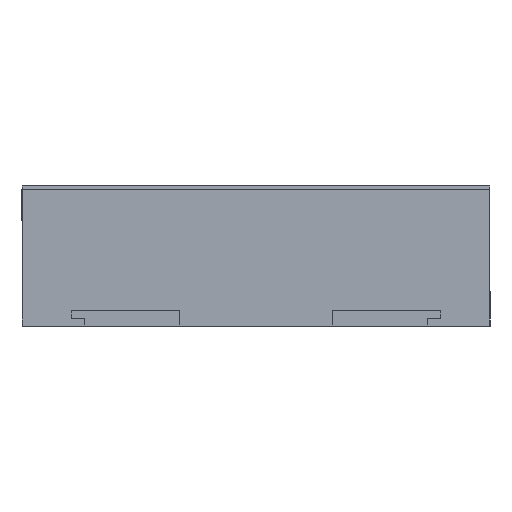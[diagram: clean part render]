
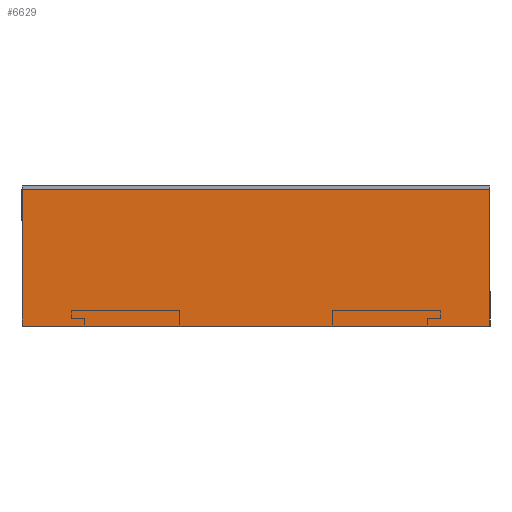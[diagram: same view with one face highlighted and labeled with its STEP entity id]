
A CAD part, front view. The second image highlights one B-rep face of the part: STEP entity #6629.
In plain terms, the highlighted planar face has unit normal (0, -1, 0).
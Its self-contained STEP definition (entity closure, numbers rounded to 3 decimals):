
#582=PLANE('',#7100);
#917=FACE_OUTER_BOUND('',#1288,.T.);
#1288=EDGE_LOOP('',(#5960,#5961,#5962,#5963));
#1878=LINE('',#11768,#2485);
#1882=LINE('',#11776,#2489);
#1885=LINE('',#11782,#2492);
#1888=LINE('',#11787,#2495);
#2485=VECTOR('',#8326,10.);
#2489=VECTOR('',#8332,10.);
#2492=VECTOR('',#8337,10.);
#2495=VECTOR('',#8342,10.);
#3203=VERTEX_POINT('',#11766);
#3204=VERTEX_POINT('',#11767);
#3207=VERTEX_POINT('',#11775);
#3209=VERTEX_POINT('',#11781);
#4118=EDGE_CURVE('',#3203,#3204,#1878,.T.);
#4122=EDGE_CURVE('',#3207,#3203,#1882,.T.);
#4125=EDGE_CURVE('',#3209,#3207,#1885,.T.);
#4128=EDGE_CURVE('',#3204,#3209,#1888,.T.);
#5960=ORIENTED_EDGE('',*,*,#4128,.F.);
#5961=ORIENTED_EDGE('',*,*,#4118,.F.);
#5962=ORIENTED_EDGE('',*,*,#4122,.F.);
#5963=ORIENTED_EDGE('',*,*,#4125,.F.);
#6629=ADVANCED_FACE('',(#917),#582,.F.);
#7100=AXIS2_PLACEMENT_3D('',#11790,#8346,#8347);
#8326=DIRECTION('',(0.,0.,1.));
#8332=DIRECTION('',(-1.,0.,0.));
#8337=DIRECTION('',(0.,0.,-1.));
#8342=DIRECTION('',(1.,0.,0.));
#8346=DIRECTION('center_axis',(0.,1.,0.));
#8347=DIRECTION('ref_axis',(0.,0.,1.));
#11766=CARTESIAN_POINT('',(-3.075,0.,-0.895));
#11767=CARTESIAN_POINT('',(-3.075,0.,0.895));
#11768=CARTESIAN_POINT('',(-3.075,0.,-0.895));
#11775=CARTESIAN_POINT('',(3.075,0.,-0.895));
#11776=CARTESIAN_POINT('',(3.075,0.,-0.895));
#11781=CARTESIAN_POINT('',(3.075,0.,0.895));
#11782=CARTESIAN_POINT('',(3.075,0.,0.895));
#11787=CARTESIAN_POINT('',(-3.075,0.,0.895));
#11790=CARTESIAN_POINT('Origin',(0.,0.,0.));
